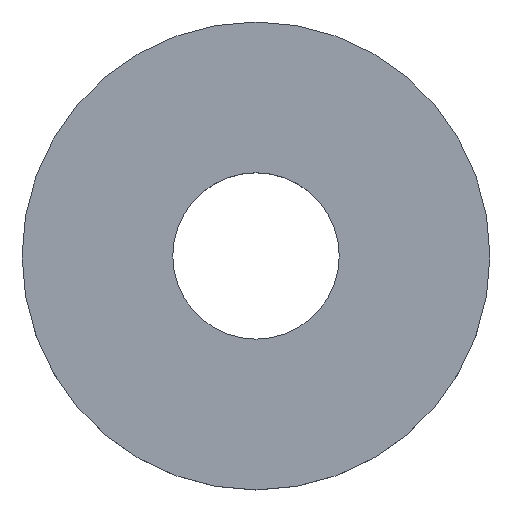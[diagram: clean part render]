
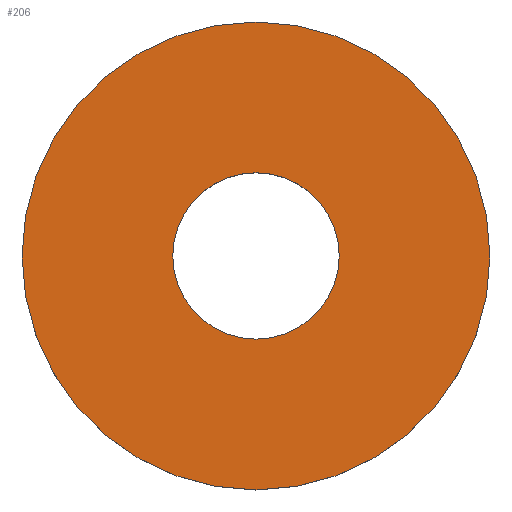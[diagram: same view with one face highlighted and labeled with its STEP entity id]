
A CAD part, top view. The second image highlights one B-rep face of the part: STEP entity #206.
In plain terms, the highlighted planar face has unit normal (0, 0, 1).
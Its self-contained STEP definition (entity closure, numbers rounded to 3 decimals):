
#24 = VERTEX_POINT('',#25);
#25 = CARTESIAN_POINT('',(4.5,0.,1.));
#32 = CYLINDRICAL_SURFACE('',#33,4.5);
#33 = AXIS2_PLACEMENT_3D('',#34,#35,#36);
#34 = CARTESIAN_POINT('',(0.,0.,0.));
#35 = DIRECTION('',(-0.,-0.,-1.));
#36 = DIRECTION('',(1.,0.,0.));
#51 = EDGE_CURVE('',#24,#24,#52,.T.);
#52 = SURFACE_CURVE('',#53,(#58,#65),.PCURVE_S1.);
#53 = CIRCLE('',#54,4.5);
#54 = AXIS2_PLACEMENT_3D('',#55,#56,#57);
#55 = CARTESIAN_POINT('',(0.,0.,1.));
#56 = DIRECTION('',(0.,0.,1.));
#57 = DIRECTION('',(1.,0.,0.));
#58 = PCURVE('',#32,#59);
#59 = DEFINITIONAL_REPRESENTATION('',(#60),#64);
#60 = LINE('',#61,#62);
#61 = CARTESIAN_POINT('',(-0.,-1.));
#62 = VECTOR('',#63,1.);
#63 = DIRECTION('',(-1.,0.));
#64 = ( GEOMETRIC_REPRESENTATION_CONTEXT(2) 
PARAMETRIC_REPRESENTATION_CONTEXT() REPRESENTATION_CONTEXT('2D SPACE',''
  ) );
#65 = PCURVE('',#66,#71);
#66 = PLANE('',#67);
#67 = AXIS2_PLACEMENT_3D('',#68,#69,#70);
#68 = CARTESIAN_POINT('',(4.5,0.,1.));
#69 = DIRECTION('',(0.,0.,-1.));
#70 = DIRECTION('',(-1.,0.,0.));
#71 = DEFINITIONAL_REPRESENTATION('',(#72),#80);
#72 = ( BOUNDED_CURVE() B_SPLINE_CURVE(2,(#73,#74,#75,#76,#77,#78,#79),
.UNSPECIFIED.,.F.,.F.) B_SPLINE_CURVE_WITH_KNOTS((1,2,2,2,2,1),(
    -2.094,0.,2.094,4.189,6.283,
8.378),.UNSPECIFIED.) CURVE() GEOMETRIC_REPRESENTATION_ITEM() 
RATIONAL_B_SPLINE_CURVE((1.,0.5,1.,0.5,1.,0.5,1.)) REPRESENTATION_ITEM(
  '') );
#73 = CARTESIAN_POINT('',(0.,0.));
#74 = CARTESIAN_POINT('',(0.,7.794));
#75 = CARTESIAN_POINT('',(6.75,3.897));
#76 = CARTESIAN_POINT('',(13.5,0.));
#77 = CARTESIAN_POINT('',(6.75,-3.897));
#78 = CARTESIAN_POINT('',(0.,-7.794));
#79 = CARTESIAN_POINT('',(0.,0.));
#80 = ( GEOMETRIC_REPRESENTATION_CONTEXT(2) 
PARAMETRIC_REPRESENTATION_CONTEXT() REPRESENTATION_CONTEXT('2D SPACE',''
  ) );
#120 = VERTEX_POINT('',#121);
#121 = CARTESIAN_POINT('',(1.6,0.,1.));
#128 = CYLINDRICAL_SURFACE('',#129,1.6);
#129 = AXIS2_PLACEMENT_3D('',#130,#131,#132);
#130 = CARTESIAN_POINT('',(0.,0.,0.));
#131 = DIRECTION('',(-0.,-0.,-1.));
#132 = DIRECTION('',(1.,0.,0.));
#147 = EDGE_CURVE('',#120,#120,#148,.T.);
#148 = SURFACE_CURVE('',#149,(#154,#161),.PCURVE_S1.);
#149 = CIRCLE('',#150,1.6);
#150 = AXIS2_PLACEMENT_3D('',#151,#152,#153);
#151 = CARTESIAN_POINT('',(0.,0.,1.));
#152 = DIRECTION('',(0.,0.,1.));
#153 = DIRECTION('',(1.,0.,0.));
#154 = PCURVE('',#128,#155);
#155 = DEFINITIONAL_REPRESENTATION('',(#156),#160);
#156 = LINE('',#157,#158);
#157 = CARTESIAN_POINT('',(-0.,-1.));
#158 = VECTOR('',#159,1.);
#159 = DIRECTION('',(-1.,0.));
#160 = ( GEOMETRIC_REPRESENTATION_CONTEXT(2) 
PARAMETRIC_REPRESENTATION_CONTEXT() REPRESENTATION_CONTEXT('2D SPACE',''
  ) );
#161 = PCURVE('',#66,#162);
#162 = DEFINITIONAL_REPRESENTATION('',(#163),#171);
#163 = ( BOUNDED_CURVE() B_SPLINE_CURVE(2,(#164,#165,#166,#167,#168,#169
,#170),.UNSPECIFIED.,.F.,.F.) B_SPLINE_CURVE_WITH_KNOTS((1,2,2,2,2,1),(
    -2.094,0.,2.094,4.189,6.283,
8.378),.UNSPECIFIED.) CURVE() GEOMETRIC_REPRESENTATION_ITEM() 
RATIONAL_B_SPLINE_CURVE((1.,0.5,1.,0.5,1.,0.5,1.)) REPRESENTATION_ITEM(
  '') );
#164 = CARTESIAN_POINT('',(2.9,0.));
#165 = CARTESIAN_POINT('',(2.9,2.771));
#166 = CARTESIAN_POINT('',(5.3,1.386));
#167 = CARTESIAN_POINT('',(7.7,0.));
#168 = CARTESIAN_POINT('',(5.3,-1.386));
#169 = CARTESIAN_POINT('',(2.9,-2.771));
#170 = CARTESIAN_POINT('',(2.9,0.));
#171 = ( GEOMETRIC_REPRESENTATION_CONTEXT(2) 
PARAMETRIC_REPRESENTATION_CONTEXT() REPRESENTATION_CONTEXT('2D SPACE',''
  ) );
#206 = ADVANCED_FACE('',(#207,#210),#66,.F.);
#207 = FACE_BOUND('',#208,.T.);
#208 = EDGE_LOOP('',(#209));
#209 = ORIENTED_EDGE('',*,*,#51,.T.);
#210 = FACE_BOUND('',#211,.F.);
#211 = EDGE_LOOP('',(#212));
#212 = ORIENTED_EDGE('',*,*,#147,.T.);
